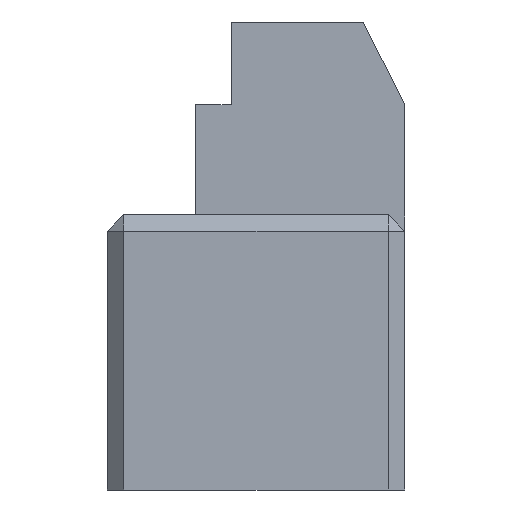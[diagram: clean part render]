
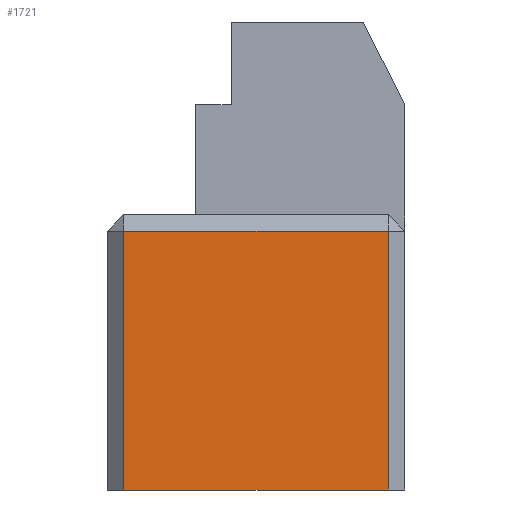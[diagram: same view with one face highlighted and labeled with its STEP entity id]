
A CAD part, left-side view. The second image highlights one B-rep face of the part: STEP entity #1721.
In plain terms, the highlighted planar face has unit normal (-1, 0, 0).
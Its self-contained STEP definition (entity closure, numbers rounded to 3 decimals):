
#512 = VERTEX_POINT('',#513);
#513 = CARTESIAN_POINT('',(-7.5,0.6,-7.));
#519 = EDGE_CURVE('',#512,#520,#522,.T.);
#520 = VERTEX_POINT('',#521);
#521 = CARTESIAN_POINT('',(-7.5,10.2,-7.));
#522 = LINE('',#523,#524);
#523 = CARTESIAN_POINT('',(-7.5,0.,-7.));
#524 = VECTOR('',#525,1.);
#525 = DIRECTION('',(0.,1.,0.));
#568 = VERTEX_POINT('',#569);
#569 = CARTESIAN_POINT('',(-7.5,0.6,2.4));
#575 = EDGE_CURVE('',#512,#568,#576,.T.);
#576 = LINE('',#577,#578);
#577 = CARTESIAN_POINT('',(-7.5,0.6,-7.));
#578 = VECTOR('',#579,1.);
#579 = DIRECTION('',(0.,0.,1.));
#1685 = VERTEX_POINT('',#1686);
#1686 = CARTESIAN_POINT('',(-7.5,10.2,2.4));
#1694 = EDGE_CURVE('',#1685,#520,#1695,.T.);
#1695 = LINE('',#1696,#1697);
#1696 = CARTESIAN_POINT('',(-7.5,10.2,3.));
#1697 = VECTOR('',#1698,1.);
#1698 = DIRECTION('',(-0.,-0.,-1.));
#1721 = ADVANCED_FACE('',(#1722),#1733,.T.);
#1722 = FACE_BOUND('',#1723,.T.);
#1723 = EDGE_LOOP('',(#1724,#1725,#1726,#1732));
#1724 = ORIENTED_EDGE('',*,*,#519,.F.);
#1725 = ORIENTED_EDGE('',*,*,#575,.T.);
#1726 = ORIENTED_EDGE('',*,*,#1727,.T.);
#1727 = EDGE_CURVE('',#568,#1685,#1728,.T.);
#1728 = LINE('',#1729,#1730);
#1729 = CARTESIAN_POINT('',(-7.5,0.,2.4));
#1730 = VECTOR('',#1731,1.);
#1731 = DIRECTION('',(0.,1.,0.));
#1732 = ORIENTED_EDGE('',*,*,#1694,.T.);
#1733 = PLANE('',#1734);
#1734 = AXIS2_PLACEMENT_3D('',#1735,#1736,#1737);
#1735 = CARTESIAN_POINT('',(-7.5,5.4,-2.));
#1736 = DIRECTION('',(-1.,0.,0.));
#1737 = DIRECTION('',(0.,-1.,0.));
